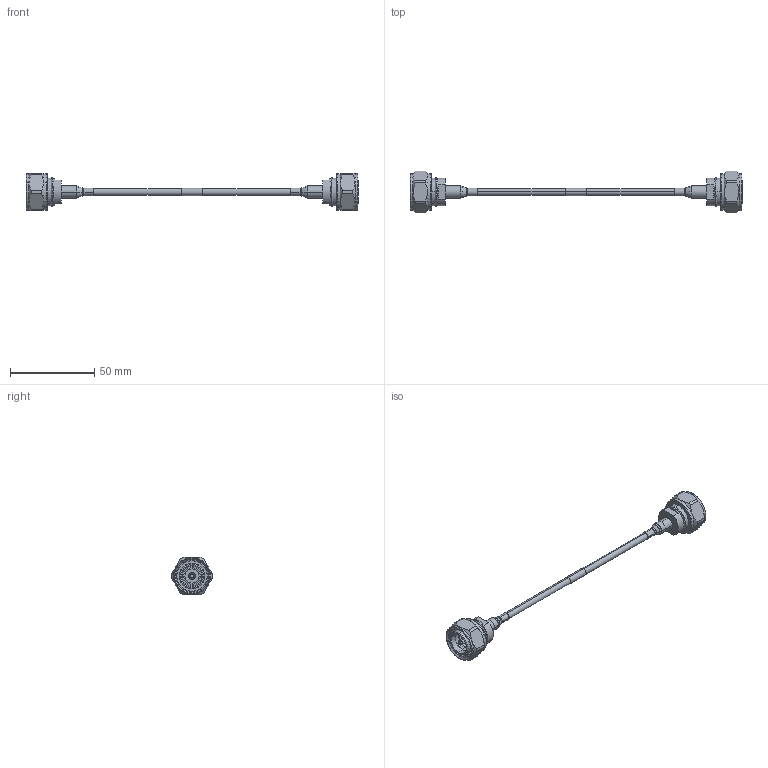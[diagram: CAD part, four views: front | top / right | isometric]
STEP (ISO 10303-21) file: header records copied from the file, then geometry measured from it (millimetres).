
FILE_DESCRIPTION (( 'STEP AP214' ), '1' );
FILE_NAME ('PE3C7952_3D.STEP', '2021-04-08T15:50:22', ( '' ), ( '' ), 'SwSTEP 2.0', 'SolidWorks 2020', '' );
FILE_SCHEMA (( 'AUTOMOTIVE_DESIGN' ));
Length unit declared in the file: inch
Products named in the file (4): TC-402-4310M-LP-PE_no parts; PE3C7952_3D; TFT-402_WITH LABEL; TFT-402-MA1
Assembly tree (5 placements, depth 2):
  PE3C7952_3D
    TFT-402_WITH LABEL
    TC-402-4310M-LP-PE_no parts  x2
    TFT-402-MA1  x2
Bounding box: 196.6 x 24.49 x 22 mm (x, y, z)
Volume: 12283.6 mm3; surface area: 12763.2 mm2
Topology: 9 solids, 9 shells, 378 faces, 782 edges, 456 vertices
Faces by surface type: cylinder 142, cone 100, plane 72, torus 64
Entity records: 5728 total; most frequent: CARTESIAN_POINT 1222, DIRECTION 1018, ORIENTED_EDGE 800, AXIS2_PLACEMENT_3D 440, EDGE_CURVE 400, CIRCLE 238, VERTEX_POINT 234, EDGE_LOOP 216
